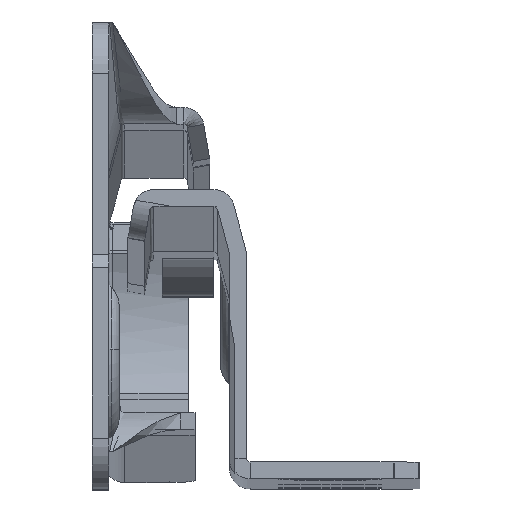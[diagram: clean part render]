
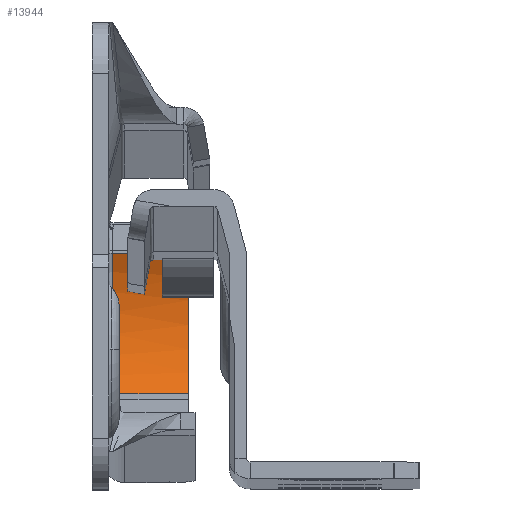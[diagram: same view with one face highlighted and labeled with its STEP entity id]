
A CAD part, top view. The second image highlights one B-rep face of the part: STEP entity #13944.
In plain terms, the highlighted cylindrical face has radius 11 mm (diameter 22 mm), a partial arc.
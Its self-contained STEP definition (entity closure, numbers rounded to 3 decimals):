
#364 = CARTESIAN_POINT ( 'NONE',  ( 0.3, -9.239, -346.693 ) ) ;
#605 = VERTEX_POINT ( 'NONE', #18276 ) ;
#852 = CIRCLE ( 'NONE', #7466, 11. ) ;
#1038 = CIRCLE ( 'NONE', #3475, 11. ) ;
#1148 = CARTESIAN_POINT ( 'NONE',  ( 6.2, 1.716, -347.683 ) ) ;
#1175 = DIRECTION ( 'NONE',  ( -1., 0., 0. ) ) ;
#2104 = DIRECTION ( 'NONE',  ( -1., 0., 0. ) ) ;
#2330 = DIRECTION ( 'NONE',  ( 0., 0., -1. ) ) ;
#2767 = LINE ( 'NONE', #1148, #14413 ) ;
#3403 = DIRECTION ( 'NONE',  ( 0., 0., 1. ) ) ;
#3475 = AXIS2_PLACEMENT_3D ( 'NONE', #3534, #2104, #17184 ) ;
#3534 = CARTESIAN_POINT ( 'NONE',  ( 0.3, -2.904, -337.701 ) ) ;
#3986 = DIRECTION ( 'NONE',  ( -1., 0., 0. ) ) ;
#4225 = VERTEX_POINT ( 'NONE', #16126 ) ;
#4744 = ORIENTED_EDGE ( 'NONE', *, *, #17613, .F. ) ;
#5034 = DIRECTION ( 'NONE',  ( -1., 0., 0. ) ) ;
#5925 = EDGE_CURVE ( 'NONE', #605, #20701, #2767, .T. ) ;
#6684 = CARTESIAN_POINT ( 'NONE',  ( 6.2, -2.904, -337.701 ) ) ;
#7466 = AXIS2_PLACEMENT_3D ( 'NONE', #7602, #1175, #16133 ) ;
#7602 = CARTESIAN_POINT ( 'NONE',  ( 0.3, -2.904, -337.701 ) ) ;
#7682 = DIRECTION ( 'NONE',  ( -1., 0., 0. ) ) ;
#9753 = ORIENTED_EDGE ( 'NONE', *, *, #12675, .F. ) ;
#10193 = EDGE_CURVE ( 'NONE', #21013, #20287, #1038, .T. ) ;
#10221 = CARTESIAN_POINT ( 'NONE',  ( 6.2, -2.904, -337.701 ) ) ;
#10496 = CARTESIAN_POINT ( 'NONE',  ( 0.3, 1.716, -347.683 ) ) ;
#11483 = CARTESIAN_POINT ( 'NONE',  ( 6.2, -9.239, -346.693 ) ) ;
#12273 = AXIS2_PLACEMENT_3D ( 'NONE', #10221, #3986, #2330 ) ;
#12675 = EDGE_CURVE ( 'NONE', #4225, #20287, #19997, .T. ) ;
#12842 = AXIS2_PLACEMENT_3D ( 'NONE', #6684, #18169, #3403 ) ;
#13351 = CYLINDRICAL_SURFACE ( 'NONE', #12842, 11. ) ;
#13369 = ORIENTED_EDGE ( 'NONE', *, *, #10193, .T. ) ;
#13944 = ADVANCED_FACE ( 'NONE', ( #16640 ), #13351, .F. ) ;
#14413 = VECTOR ( 'NONE', #7682, 1000. ) ;
#15918 = VECTOR ( 'NONE', #5034, 1000. ) ;
#15991 = EDGE_CURVE ( 'NONE', #20701, #21013, #852, .T. ) ;
#16101 = ORIENTED_EDGE ( 'NONE', *, *, #5925, .T. ) ;
#16126 = CARTESIAN_POINT ( 'NONE',  ( 6.2, -9.239, -346.693 ) ) ;
#16133 = DIRECTION ( 'NONE',  ( 0., 0., -1. ) ) ;
#16640 = FACE_OUTER_BOUND ( 'NONE', #20481, .T. ) ;
#17184 = DIRECTION ( 'NONE',  ( 0., 0., -1. ) ) ;
#17613 = EDGE_CURVE ( 'NONE', #605, #4225, #20980, .T. ) ;
#18013 = ORIENTED_EDGE ( 'NONE', *, *, #15991, .T. ) ;
#18169 = DIRECTION ( 'NONE',  ( -1., 0., 0. ) ) ;
#18276 = CARTESIAN_POINT ( 'NONE',  ( 6.2, 1.716, -347.683 ) ) ;
#19997 = LINE ( 'NONE', #11483, #15918 ) ;
#20287 = VERTEX_POINT ( 'NONE', #364 ) ;
#20481 = EDGE_LOOP ( 'NONE', ( #16101, #18013, #13369, #9753, #4744 ) ) ;
#20506 = CARTESIAN_POINT ( 'NONE',  ( 0.3, -2.904, -348.701 ) ) ;
#20701 = VERTEX_POINT ( 'NONE', #10496 ) ;
#20980 = CIRCLE ( 'NONE', #12273, 11. ) ;
#21013 = VERTEX_POINT ( 'NONE', #20506 ) ;
